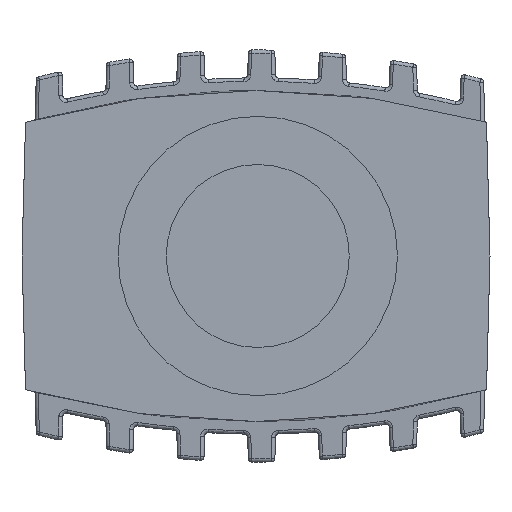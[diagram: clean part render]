
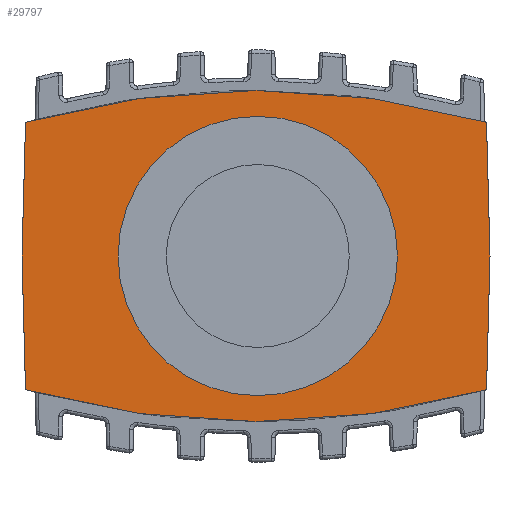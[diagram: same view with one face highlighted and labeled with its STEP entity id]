
A CAD part, front view. The second image highlights one B-rep face of the part: STEP entity #29797.
In plain terms, the highlighted planar face has unit normal (0, -1, 0).
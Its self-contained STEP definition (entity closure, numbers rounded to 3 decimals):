
#5752=CARTESIAN_POINT('',(32.748,0.0,-19.153));
#5753=VERTEX_POINT('',#5752);
#5760=CARTESIAN_POINT('',(-33.248,0.0,-19.153));
#5761=VERTEX_POINT('',#5760);
#5762=CARTESIAN_POINT('',(-0.25,0.0,98.3));
#5763=DIRECTION('',(0.0,-1.0,0.0));
#5764=DIRECTION('',(-0.27,0.0,-0.963));
#5765=AXIS2_PLACEMENT_3D('',#5762,#5763,#5764);
#5766=CIRCLE('',#5765,122.);
#5767=EDGE_CURVE('',#5761,#5753,#5766,.T.);
#5794=CARTESIAN_POINT('',(18.038,0.0,1.5));
#5795=VERTEX_POINT('',#5794);
#5802=CARTESIAN_POINT('',(18.038,0.0,-1.5));
#5803=VERTEX_POINT('',#5802);
#5804=CARTESIAN_POINT('',(0.,0.0,0.));
#5805=DIRECTION('',(0.0,1.0,0.0));
#5806=DIRECTION('',(0.997,0.0,0.083));
#5807=AXIS2_PLACEMENT_3D('',#5804,#5805,#5806);
#5808=CIRCLE('',#5807,18.1);
#5809=EDGE_CURVE('',#5803,#5795,#5808,.T.);
#29603=CARTESIAN_POINT('',(16.52,0.0,-1.5));
#29604=VERTEX_POINT('',#29603);
#29611=CARTESIAN_POINT('',(16.52,0.0,1.5));
#29612=VERTEX_POINT('',#29611);
#29613=CARTESIAN_POINT('',(16.52,0.0,1.5));
#29614=DIRECTION('',(0.0,0.0,-1.0));
#29615=VECTOR('',#29614,3.);
#29616=LINE('',#29613,#29615);
#29617=EDGE_CURVE('',#29612,#29604,#29616,.T.);
#29728=CARTESIAN_POINT('',(18.038,0.0,1.5));
#29729=DIRECTION('',(-1.0,0.0,0.0));
#29730=VECTOR('',#29729,1.517);
#29731=LINE('',#29728,#29730);
#29732=EDGE_CURVE('',#5795,#29612,#29731,.T.);
#29739=CARTESIAN_POINT('',(-0.25,0.0,-4.512));
#29740=DIRECTION('',(0.0,-1.0,0.0));
#29741=DIRECTION('',(0.0,0.0,-1.0));
#29742=AXIS2_PLACEMENT_3D('',#29739,#29740,#29741);
#29743=PLANE('',#29742);
#29744=ORIENTED_EDGE('',*,*,#5767,.T.);
#29745=CARTESIAN_POINT('',(33.25,0.0,0.0));
#29746=VERTEX_POINT('',#29745);
#29747=CARTESIAN_POINT('',(32.748,0.0,-19.153));
#29748=DIRECTION('',(0.026,0.0,1.));
#29749=VECTOR('',#29748,19.159);
#29750=LINE('',#29747,#29749);
#29751=EDGE_CURVE('',#5753,#29746,#29750,.T.);
#29752=ORIENTED_EDGE('',*,*,#29751,.T.);
#29753=CARTESIAN_POINT('',(32.748,0.0,19.153));
#29754=VERTEX_POINT('',#29753);
#29755=CARTESIAN_POINT('',(33.25,0.0,0.0));
#29756=DIRECTION('',(-0.026,0.0,1.));
#29757=VECTOR('',#29756,19.159);
#29758=LINE('',#29755,#29757);
#29759=EDGE_CURVE('',#29746,#29754,#29758,.T.);
#29760=ORIENTED_EDGE('',*,*,#29759,.T.);
#29761=CARTESIAN_POINT('',(-33.248,0.0,19.153));
#29762=VERTEX_POINT('',#29761);
#29763=CARTESIAN_POINT('',(-0.25,0.0,-98.3));
#29764=DIRECTION('',(0.0,-1.0,0.0));
#29765=DIRECTION('',(0.27,0.0,0.963));
#29766=AXIS2_PLACEMENT_3D('',#29763,#29764,#29765);
#29767=CIRCLE('',#29766,122.);
#29768=EDGE_CURVE('',#29754,#29762,#29767,.T.);
#29769=ORIENTED_EDGE('',*,*,#29768,.T.);
#29770=CARTESIAN_POINT('',(-33.75,0.0,0.0));
#29771=VERTEX_POINT('',#29770);
#29772=CARTESIAN_POINT('',(-33.248,0.0,19.153));
#29773=DIRECTION('',(-0.026,0.0,-1.));
#29774=VECTOR('',#29773,19.159);
#29775=LINE('',#29772,#29774);
#29776=EDGE_CURVE('',#29762,#29771,#29775,.T.);
#29777=ORIENTED_EDGE('',*,*,#29776,.T.);
#29778=CARTESIAN_POINT('',(-33.75,0.0,0.0));
#29779=DIRECTION('',(0.026,0.0,-1.));
#29780=VECTOR('',#29779,19.159);
#29781=LINE('',#29778,#29780);
#29782=EDGE_CURVE('',#29771,#5761,#29781,.T.);
#29783=ORIENTED_EDGE('',*,*,#29782,.T.);
#29784=EDGE_LOOP('',(#29744,#29752,#29760,#29769,#29777,#29783));
#29785=FACE_OUTER_BOUND('',#29784,.T.);
#29786=ORIENTED_EDGE('',*,*,#29617,.T.);
#29787=CARTESIAN_POINT('',(16.52,0.0,-1.5));
#29788=DIRECTION('',(1.0,0.0,0.0));
#29789=VECTOR('',#29788,1.517);
#29790=LINE('',#29787,#29789);
#29791=EDGE_CURVE('',#29604,#5803,#29790,.T.);
#29792=ORIENTED_EDGE('',*,*,#29791,.T.);
#29793=ORIENTED_EDGE('',*,*,#5809,.T.);
#29794=ORIENTED_EDGE('',*,*,#29732,.T.);
#29795=EDGE_LOOP('',(#29786,#29792,#29793,#29794));
#29796=FACE_BOUND('',#29795,.T.);
#29797=ADVANCED_FACE('',(#29785,#29796),#29743,.T.);
